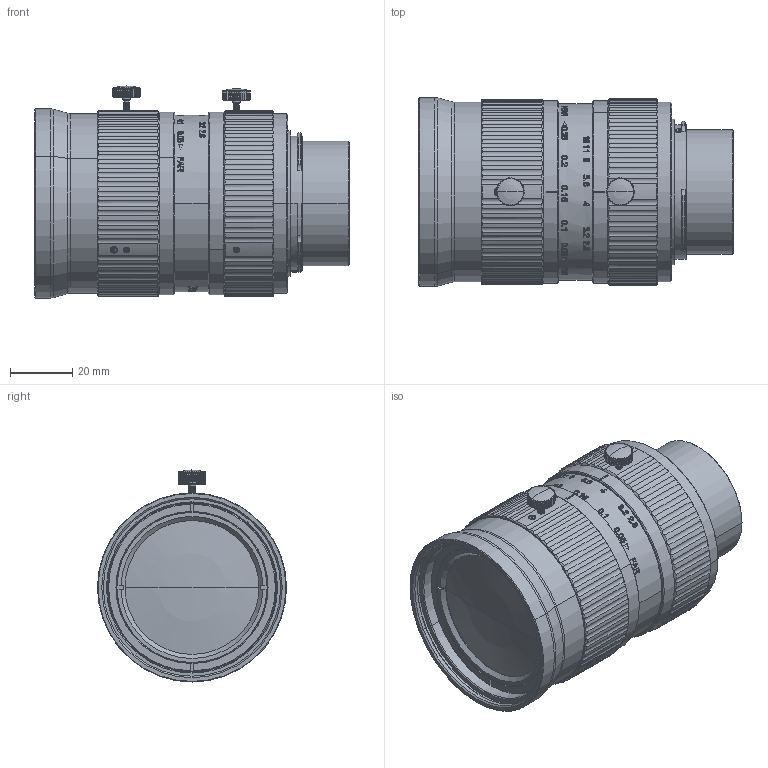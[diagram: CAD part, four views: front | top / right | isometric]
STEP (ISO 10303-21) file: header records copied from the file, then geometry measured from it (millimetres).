
FILE_DESCRIPTION(('FreeCAD Model'),'2;1');
FILE_NAME('Open CASCADE Shape Model','2025-01-22T14:34:19',(''),(''), 'Open CASCADE STEP processor 7.8','FreeCAD','Unknown');
FILE_SCHEMA(('AUTOMOTIVE_DESIGN { 1 0 10303 214 1 1 1 1 }'));
Length unit declared in the file: millimetre
Products named in the file (25): VA-LFM-29MP-35MM-F2.8-43C; MSBR-90; MSBR-89; MSBR-88; MSBR-76; MSBR-75; MSBR-74; MSBR-73; MSBR-72; MSBR-71; MSBR-70; MSBR-67; MSBR-60; MSBR-59; MSBR-58; MSBR-57; MSBR-56; MSBR-48; MSBR-11; MSBR-10; MSBR-6; MSBR-5; MSBR-4; MSBR-2; MSBR-1
Assembly tree (24 placements, depth 2):
  VA-LFM-29MP-35MM-F2.8-43C
    MSBR-90
    MSBR-89
    MSBR-88
    MSBR-76
    MSBR-75
    MSBR-74
    MSBR-73
    MSBR-72
    MSBR-71
    MSBR-70
    MSBR-67
    MSBR-60
    MSBR-59
    MSBR-58
    MSBR-57
    MSBR-56
    MSBR-48
    MSBR-11
    MSBR-10
    MSBR-6
    MSBR-5
    MSBR-4
    MSBR-2
    MSBR-1
Bounding box: 101.35 x 61 x 68.39 mm (x, y, z)
Volume: 90361.9 mm3; surface area: 77430.2 mm2
Topology: 24 solids, 24 shells, 2448 faces, 6449 edges, 4173 vertices
Faces by surface type: cylinder 760, bspline 727, plane 610, cone 276, torus 50, extrusion 15, sphere 10
Entity records: 123532 total; most frequent: CARTESIAN_POINT 67392, ORIENTED_EDGE 12878, DIRECTION 9437, EDGE_CURVE 6439, VERTEX_POINT 4173, AXIS2_PLACEMENT_3D 3496, FACE_BOUND 2642, EDGE_LOOP 2642
